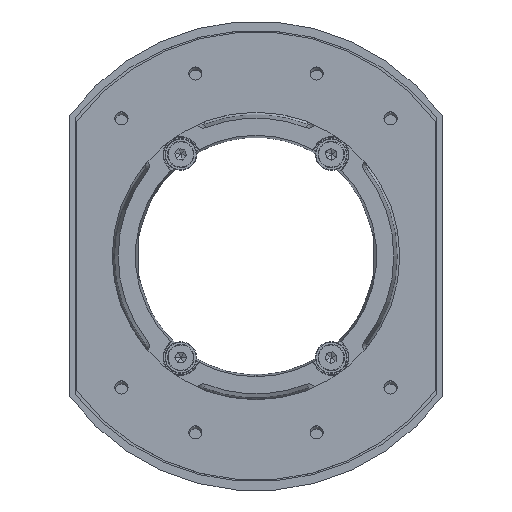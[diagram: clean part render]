
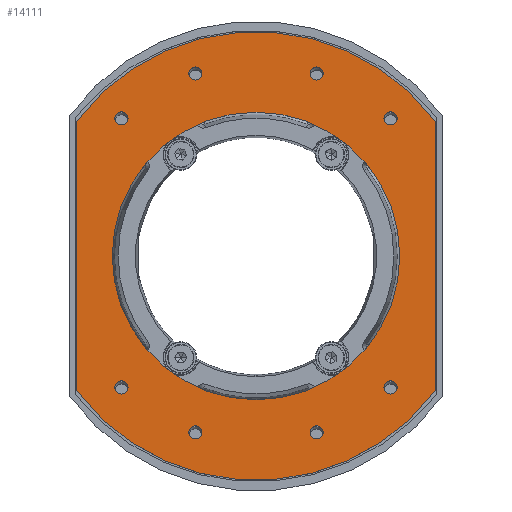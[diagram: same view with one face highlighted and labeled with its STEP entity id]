
A CAD part, top view. The second image highlights one B-rep face of the part: STEP entity #14111.
In plain terms, the highlighted planar face has unit normal (0, 0, 1).
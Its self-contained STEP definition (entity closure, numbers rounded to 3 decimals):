
#187 = EDGE_LOOP ( 'NONE', ( #28457 ) ) ;
#515 = VERTEX_POINT ( 'NONE', #4099 ) ;
#629 = CARTESIAN_POINT ( 'NONE',  ( -103.484, 77.23, 3. ) ) ;
#655 = EDGE_CURVE ( 'NONE', #10749, #10749, #4255, .T. ) ;
#1143 = CIRCLE ( 'NONE', #30153, 2.5 ) ;
#1144 = VERTEX_POINT ( 'NONE', #14026 ) ;
#1194 = DIRECTION ( 'NONE',  ( 1., 0., 0. ) ) ;
#1368 = FACE_BOUND ( 'NONE', #187, .T. ) ;
#1730 = EDGE_CURVE ( 'NONE', #36745, #36745, #5541, .T. ) ;
#2069 = VERTEX_POINT ( 'NONE', #15944 ) ;
#2072 = EDGE_CURVE ( 'NONE', #32577, #7137, #2845, .T. ) ;
#2845 = CIRCLE ( 'NONE', #11618, 85. ) ;
#4099 = CARTESIAN_POINT ( 'NONE',  ( -60.984, -40.607, 3. ) ) ;
#4255 = CIRCLE ( 'NONE', #23123, 2.5 ) ;
#4323 = FACE_OUTER_BOUND ( 'NONE', #29179, .T. ) ;
#4483 = DIRECTION ( 'NONE',  ( -1., 0., 0. ) ) ;
#4519 = VERTEX_POINT ( 'NONE', #6844 ) ;
#4739 = FACE_BOUND ( 'NONE', #33701, .T. ) ;
#4914 = CARTESIAN_POINT ( 'NONE',  ( 15.516, -23.607, 3. ) ) ;
#4946 = DIRECTION ( 'NONE',  ( 1., 0., 0. ) ) ;
#5001 = AXIS2_PLACEMENT_3D ( 'NONE', #4914, #18004, #36840 ) ;
#5206 = CIRCLE ( 'NONE', #35498, 85. ) ;
#5284 = EDGE_CURVE ( 'NONE', #33812, #32577, #8564, .T. ) ;
#5439 = CARTESIAN_POINT ( 'NONE',  ( 19.016, 26.23, 3. ) ) ;
#5541 = CIRCLE ( 'NONE', #8244, 2.5 ) ;
#6128 = DIRECTION ( 'NONE',  ( 0., 0., 1. ) ) ;
#6844 = CARTESIAN_POINT ( 'NONE',  ( -14.984, 95.393, 3. ) ) ;
#7137 = VERTEX_POINT ( 'NONE', #629 ) ;
#7258 = VECTOR ( 'NONE', #28203, 1000. ) ;
#7490 = FACE_BOUND ( 'NONE', #33651, .T. ) ;
#7627 = AXIS2_PLACEMENT_3D ( 'NONE', #30645, #36996, #20905 ) ;
#7793 = CARTESIAN_POINT ( 'NONE',  ( -9.984, -40.607, 3. ) ) ;
#8244 = AXIS2_PLACEMENT_3D ( 'NONE', #21384, #17182, #40445 ) ;
#8282 = ORIENTED_EDGE ( 'NONE', *, *, #12527, .F. ) ;
#8564 = LINE ( 'NONE', #24197, #7258 ) ;
#8662 = EDGE_CURVE ( 'NONE', #2069, #2069, #36826, .T. ) ;
#9122 = DIRECTION ( 'NONE',  ( 1., 0., 0. ) ) ;
#10037 = DIRECTION ( 'NONE',  ( 0., 0., 1. ) ) ;
#10282 = VECTOR ( 'NONE', #21865, 1000. ) ;
#10659 = DIRECTION ( 'NONE',  ( 1., 0., 0. ) ) ;
#10749 = VERTEX_POINT ( 'NONE', #36536 ) ;
#11245 = ORIENTED_EDGE ( 'NONE', *, *, #28123, .F. ) ;
#11445 = CARTESIAN_POINT ( 'NONE',  ( -35.484, 26.23, 3. ) ) ;
#11618 = AXIS2_PLACEMENT_3D ( 'NONE', #21757, #6128, #25364 ) ;
#11650 = DIRECTION ( 'NONE',  ( 0., 0., 1. ) ) ;
#12527 = EDGE_CURVE ( 'NONE', #37364, #37364, #1143, .T. ) ;
#13103 = CARTESIAN_POINT ( 'NONE',  ( -86.484, -23.607, 3. ) ) ;
#14026 = CARTESIAN_POINT ( 'NONE',  ( -88.984, -23.607, 3. ) ) ;
#14111 = ADVANCED_FACE ( 'NONE', ( #27560, #7490, #23756, #30314, #4323, #33279, #33707, #1368, #40467, #4739 ), #17204, .T. ) ;
#15589 = EDGE_CURVE ( 'NONE', #27460, #33812, #5206, .T. ) ;
#15944 = CARTESIAN_POINT ( 'NONE',  ( 13.016, 78.393, 3. ) ) ;
#16270 = DIRECTION ( 'NONE',  ( 0., 0., 1. ) ) ;
#16687 = EDGE_CURVE ( 'NONE', #18117, #18117, #41586, .T. ) ;
#17182 = DIRECTION ( 'NONE',  ( 0., 0., 1. ) ) ;
#17204 = PLANE ( 'NONE',  #18647 ) ;
#18004 = DIRECTION ( 'NONE',  ( 0., 0., 1. ) ) ;
#18117 = VERTEX_POINT ( 'NONE', #5439 ) ;
#18183 = EDGE_LOOP ( 'NONE', ( #25638 ) ) ;
#18647 = AXIS2_PLACEMENT_3D ( 'NONE', #26928, #36664, #4946 ) ;
#19457 = CARTESIAN_POINT ( 'NONE',  ( -58.484, 95.393, 3. ) ) ;
#19671 = ORIENTED_EDGE ( 'NONE', *, *, #29010, .F. ) ;
#20205 = ORIENTED_EDGE ( 'NONE', *, *, #30044, .F. ) ;
#20240 = CIRCLE ( 'NONE', #31062, 2.5 ) ;
#20518 = DIRECTION ( 'NONE',  ( 1., 0., 0. ) ) ;
#20905 = DIRECTION ( 'NONE',  ( -1., 0., 0. ) ) ;
#21384 = CARTESIAN_POINT ( 'NONE',  ( -12.484, -40.607, 3. ) ) ;
#21757 = CARTESIAN_POINT ( 'NONE',  ( -35.484, 26.23, 3. ) ) ;
#21865 = DIRECTION ( 'NONE',  ( 0., -1., 0. ) ) ;
#22947 = ORIENTED_EDGE ( 'NONE', *, *, #15589, .T. ) ;
#23123 = AXIS2_PLACEMENT_3D ( 'NONE', #36478, #23366, #1194 ) ;
#23208 = CIRCLE ( 'NONE', #5001, 2.5 ) ;
#23329 = AXIS2_PLACEMENT_3D ( 'NONE', #11445, #39998, #20518 ) ;
#23366 = DIRECTION ( 'NONE',  ( 0., 0., 1. ) ) ;
#23516 = ORIENTED_EDGE ( 'NONE', *, *, #655, .F. ) ;
#23738 = ORIENTED_EDGE ( 'NONE', *, *, #5284, .T. ) ;
#23756 = FACE_BOUND ( 'NONE', #30066, .T. ) ;
#24197 = CARTESIAN_POINT ( 'NONE',  ( 32.516, 77.23, 3. ) ) ;
#25130 = EDGE_CURVE ( 'NONE', #7137, #27460, #32236, .T. ) ;
#25364 = DIRECTION ( 'NONE',  ( 1., 0., 0. ) ) ;
#25638 = ORIENTED_EDGE ( 'NONE', *, *, #16687, .F. ) ;
#25661 = CARTESIAN_POINT ( 'NONE',  ( -55.984, 95.393, 3. ) ) ;
#25716 = CIRCLE ( 'NONE', #27738, 2.5 ) ;
#25726 = EDGE_CURVE ( 'NONE', #1144, #1144, #25716, .T. ) ;
#26718 = CARTESIAN_POINT ( 'NONE',  ( -35.484, 26.23, 3. ) ) ;
#26923 = EDGE_LOOP ( 'NONE', ( #19671 ) ) ;
#26928 = CARTESIAN_POINT ( 'NONE',  ( -35.484, 26.23, 3. ) ) ;
#27460 = VERTEX_POINT ( 'NONE', #31305 ) ;
#27560 = FACE_BOUND ( 'NONE', #30413, .T. ) ;
#27738 = AXIS2_PLACEMENT_3D ( 'NONE', #13103, #16270, #35306 ) ;
#28123 = EDGE_CURVE ( 'NONE', #515, #515, #20240, .T. ) ;
#28203 = DIRECTION ( 'NONE',  ( 0., 1., 0. ) ) ;
#28457 = ORIENTED_EDGE ( 'NONE', *, *, #25726, .F. ) ;
#29010 = EDGE_CURVE ( 'NONE', #33482, #33482, #23208, .T. ) ;
#29179 = EDGE_LOOP ( 'NONE', ( #22947, #23738, #30050, #34021 ) ) ;
#29496 = CARTESIAN_POINT ( 'NONE',  ( -58.484, -40.607, 3. ) ) ;
#30044 = EDGE_CURVE ( 'NONE', #4519, #4519, #38017, .T. ) ;
#30050 = ORIENTED_EDGE ( 'NONE', *, *, #2072, .T. ) ;
#30066 = EDGE_LOOP ( 'NONE', ( #11245 ) ) ;
#30153 = AXIS2_PLACEMENT_3D ( 'NONE', #19457, #34696, #9122 ) ;
#30314 = FACE_BOUND ( 'NONE', #26923, .T. ) ;
#30413 = EDGE_LOOP ( 'NONE', ( #8282 ) ) ;
#30645 = CARTESIAN_POINT ( 'NONE',  ( -12.484, 95.393, 3. ) ) ;
#31062 = AXIS2_PLACEMENT_3D ( 'NONE', #29496, #39658, #32672 ) ;
#31305 = CARTESIAN_POINT ( 'NONE',  ( -103.484, -24.77, 3. ) ) ;
#32236 = LINE ( 'NONE', #38999, #10282 ) ;
#32577 = VERTEX_POINT ( 'NONE', #39116 ) ;
#32672 = DIRECTION ( 'NONE',  ( -1., 0., 0. ) ) ;
#33279 = FACE_BOUND ( 'NONE', #18183, .T. ) ;
#33482 = VERTEX_POINT ( 'NONE', #39407 ) ;
#33651 = EDGE_LOOP ( 'NONE', ( #20205 ) ) ;
#33701 = EDGE_LOOP ( 'NONE', ( #23516 ) ) ;
#33707 = FACE_BOUND ( 'NONE', #38417, .T. ) ;
#33804 = ORIENTED_EDGE ( 'NONE', *, *, #8662, .F. ) ;
#33812 = VERTEX_POINT ( 'NONE', #36107 ) ;
#34021 = ORIENTED_EDGE ( 'NONE', *, *, #25130, .T. ) ;
#34068 = CARTESIAN_POINT ( 'NONE',  ( 15.516, 78.393, 3. ) ) ;
#34142 = AXIS2_PLACEMENT_3D ( 'NONE', #34068, #11650, #4483 ) ;
#34696 = DIRECTION ( 'NONE',  ( 0., 0., 1. ) ) ;
#35306 = DIRECTION ( 'NONE',  ( -1., 0., 0. ) ) ;
#35498 = AXIS2_PLACEMENT_3D ( 'NONE', #26718, #10037, #10659 ) ;
#35629 = ORIENTED_EDGE ( 'NONE', *, *, #1730, .F. ) ;
#36107 = CARTESIAN_POINT ( 'NONE',  ( 32.516, -24.77, 3. ) ) ;
#36478 = CARTESIAN_POINT ( 'NONE',  ( -86.484, 78.393, 3. ) ) ;
#36536 = CARTESIAN_POINT ( 'NONE',  ( -83.984, 78.393, 3. ) ) ;
#36664 = DIRECTION ( 'NONE',  ( 0., 0., 1. ) ) ;
#36745 = VERTEX_POINT ( 'NONE', #7793 ) ;
#36826 = CIRCLE ( 'NONE', #34142, 2.5 ) ;
#36840 = DIRECTION ( 'NONE',  ( 1., 0., 0. ) ) ;
#36996 = DIRECTION ( 'NONE',  ( 0., 0., 1. ) ) ;
#37364 = VERTEX_POINT ( 'NONE', #25661 ) ;
#38017 = CIRCLE ( 'NONE', #7627, 2.5 ) ;
#38417 = EDGE_LOOP ( 'NONE', ( #35629 ) ) ;
#38999 = CARTESIAN_POINT ( 'NONE',  ( -103.484, 77.23, 3. ) ) ;
#39116 = CARTESIAN_POINT ( 'NONE',  ( 32.516, 77.23, 3. ) ) ;
#39407 = CARTESIAN_POINT ( 'NONE',  ( 18.016, -23.607, 3. ) ) ;
#39658 = DIRECTION ( 'NONE',  ( 0., 0., 1. ) ) ;
#39996 = EDGE_LOOP ( 'NONE', ( #33804 ) ) ;
#39998 = DIRECTION ( 'NONE',  ( 0., 0., 1. ) ) ;
#40445 = DIRECTION ( 'NONE',  ( 1., 0., 0. ) ) ;
#40467 = FACE_BOUND ( 'NONE', #39996, .T. ) ;
#41586 = CIRCLE ( 'NONE', #23329, 54.5 ) ;
